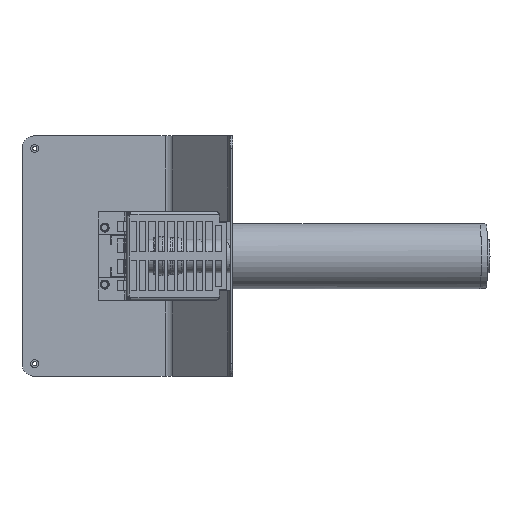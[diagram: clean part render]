
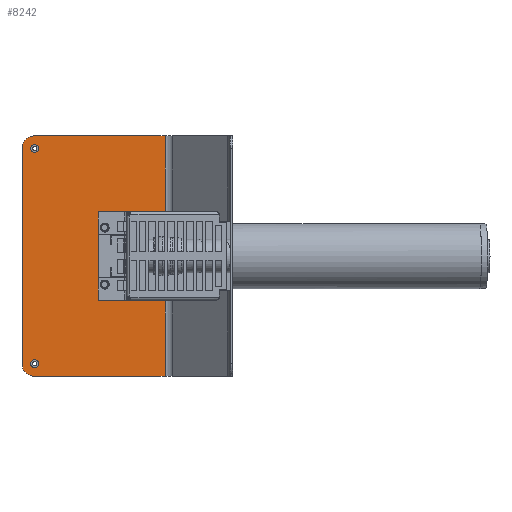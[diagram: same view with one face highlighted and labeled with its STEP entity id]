
A CAD part, top view. The second image highlights one B-rep face of the part: STEP entity #8242.
In plain terms, the highlighted planar face has unit normal (0, 0, 1).
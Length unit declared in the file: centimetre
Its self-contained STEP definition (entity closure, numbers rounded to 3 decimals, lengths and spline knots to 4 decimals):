
#331=FACE_BOUND('',#1743,.T.);
#332=FACE_BOUND('',#1744,.T.);
#333=FACE_BOUND('',#1745,.T.);
#334=FACE_BOUND('',#1746,.T.);
#626=PLANE('',#11236);
#1102=FACE_OUTER_BOUND('',#1742,.T.);
#1742=EDGE_LOOP('',(#6940,#6941,#6942,#6943,#6944,#6945,#6946,#6947,#6948,
#6949,#6950,#6951,#6952,#6953,#6954,#6955,#6956,#6957,#6958,#6959));
#1743=EDGE_LOOP('',(#6960));
#1744=EDGE_LOOP('',(#6961));
#1745=EDGE_LOOP('',(#6962));
#1746=EDGE_LOOP('',(#6963));
#2155=CIRCLE('',#11237,20.);
#2156=CIRCLE('',#11238,20.);
#2157=CIRCLE('',#11239,2.);
#2158=CIRCLE('',#11240,2.);
#2159=CIRCLE('',#11241,2.);
#2160=CIRCLE('',#11242,2.);
#2161=CIRCLE('',#11243,2.);
#2162=CIRCLE('',#11244,2.);
#2163=CIRCLE('',#11245,6.2);
#2164=CIRCLE('',#11246,6.2);
#2165=CIRCLE('',#11247,2.5);
#2166=CIRCLE('',#11248,2.5);
#2907=VERTEX_POINT('',#16798);
#2909=VERTEX_POINT('',#16801);
#2982=VERTEX_POINT('',#16992);
#2988=VERTEX_POINT('',#17004);
#2994=VERTEX_POINT('',#17026);
#2998=VERTEX_POINT('',#17045);
#2999=VERTEX_POINT('',#17092);
#3000=VERTEX_POINT('',#17094);
#3001=VERTEX_POINT('',#17096);
#3002=VERTEX_POINT('',#17098);
#3003=VERTEX_POINT('',#17101);
#3004=VERTEX_POINT('',#17103);
#3005=VERTEX_POINT('',#17105);
#3006=VERTEX_POINT('',#17107);
#3007=VERTEX_POINT('',#17109);
#3008=VERTEX_POINT('',#17111);
#3009=VERTEX_POINT('',#17113);
#3010=VERTEX_POINT('',#17115);
#3011=VERTEX_POINT('',#17117);
#3012=VERTEX_POINT('',#17119);
#3013=VERTEX_POINT('',#17122);
#3014=VERTEX_POINT('',#17124);
#3015=VERTEX_POINT('',#17126);
#3016=VERTEX_POINT('',#17128);
#4230=EDGE_CURVE('',#2909,#2907,#9167,.T.);
#4326=EDGE_CURVE('',#2982,#2988,#9213,.T.);
#4337=EDGE_CURVE('',#2994,#2988,#9221,.T.);
#4345=EDGE_CURVE('',#2909,#2998,#9227,.T.);
#4363=EDGE_CURVE('',#2999,#2994,#9244,.T.);
#4364=EDGE_CURVE('',#3000,#2999,#2155,.T.);
#4365=EDGE_CURVE('',#3001,#3000,#9245,.T.);
#4366=EDGE_CURVE('',#3002,#3001,#2156,.T.);
#4367=EDGE_CURVE('',#2998,#3002,#9246,.T.);
#4368=EDGE_CURVE('',#3003,#2907,#2157,.T.);
#4369=EDGE_CURVE('',#3004,#3003,#9247,.T.);
#4370=EDGE_CURVE('',#3005,#3004,#2158,.T.);
#4371=EDGE_CURVE('',#3006,#3005,#9248,.T.);
#4372=EDGE_CURVE('',#3007,#3006,#2159,.T.);
#4373=EDGE_CURVE('',#3008,#3007,#9249,.T.);
#4374=EDGE_CURVE('',#3009,#3008,#2160,.T.);
#4375=EDGE_CURVE('',#3009,#3010,#9250,.T.);
#4376=EDGE_CURVE('',#3011,#3010,#2161,.T.);
#4377=EDGE_CURVE('',#3012,#3011,#9251,.T.);
#4378=EDGE_CURVE('',#2982,#3012,#2162,.T.);
#4379=EDGE_CURVE('',#3013,#3013,#2163,.T.);
#4380=EDGE_CURVE('',#3014,#3014,#2164,.T.);
#4381=EDGE_CURVE('',#3015,#3015,#2165,.T.);
#4382=EDGE_CURVE('',#3016,#3016,#2166,.T.);
#6940=ORIENTED_EDGE('',*,*,#4363,.F.);
#6941=ORIENTED_EDGE('',*,*,#4364,.F.);
#6942=ORIENTED_EDGE('',*,*,#4365,.F.);
#6943=ORIENTED_EDGE('',*,*,#4366,.F.);
#6944=ORIENTED_EDGE('',*,*,#4367,.F.);
#6945=ORIENTED_EDGE('',*,*,#4345,.F.);
#6946=ORIENTED_EDGE('',*,*,#4230,.T.);
#6947=ORIENTED_EDGE('',*,*,#4368,.F.);
#6948=ORIENTED_EDGE('',*,*,#4369,.F.);
#6949=ORIENTED_EDGE('',*,*,#4370,.F.);
#6950=ORIENTED_EDGE('',*,*,#4371,.F.);
#6951=ORIENTED_EDGE('',*,*,#4372,.F.);
#6952=ORIENTED_EDGE('',*,*,#4373,.F.);
#6953=ORIENTED_EDGE('',*,*,#4374,.F.);
#6954=ORIENTED_EDGE('',*,*,#4375,.T.);
#6955=ORIENTED_EDGE('',*,*,#4376,.F.);
#6956=ORIENTED_EDGE('',*,*,#4377,.F.);
#6957=ORIENTED_EDGE('',*,*,#4378,.F.);
#6958=ORIENTED_EDGE('',*,*,#4326,.T.);
#6959=ORIENTED_EDGE('',*,*,#4337,.F.);
#6960=ORIENTED_EDGE('',*,*,#4379,.T.);
#6961=ORIENTED_EDGE('',*,*,#4380,.T.);
#6962=ORIENTED_EDGE('',*,*,#4381,.T.);
#6963=ORIENTED_EDGE('',*,*,#4382,.T.);
#8242=ADVANCED_FACE('',(#1102,#331,#332,#333,#334),#626,.T.);
#9167=LINE('',#16802,#10276);
#9213=LINE('',#17006,#10322);
#9221=LINE('',#17028,#10330);
#9227=LINE('',#17046,#10336);
#9244=LINE('',#17093,#10353);
#9245=LINE('',#17097,#10354);
#9246=LINE('',#17100,#10355);
#9247=LINE('',#17104,#10356);
#9248=LINE('',#17108,#10357);
#9249=LINE('',#17112,#10358);
#9250=LINE('',#17116,#10359);
#9251=LINE('',#17120,#10360);
#10276=VECTOR('',#13272,1.);
#10322=VECTOR('',#13428,1.);
#10330=VECTOR('',#13452,1.);
#10336=VECTOR('',#13474,1.);
#10353=VECTOR('',#13525,1.);
#10354=VECTOR('',#13528,1.);
#10355=VECTOR('',#13531,1.);
#10356=VECTOR('',#13534,1.);
#10357=VECTOR('',#13537,1.);
#10358=VECTOR('',#13540,1.);
#10359=VECTOR('',#13543,1.);
#10360=VECTOR('',#13546,1.);
#11236=AXIS2_PLACEMENT_3D('',#17091,#13523,#13524);
#11237=AXIS2_PLACEMENT_3D('',#17095,#13526,#13527);
#11238=AXIS2_PLACEMENT_3D('',#17099,#13529,#13530);
#11239=AXIS2_PLACEMENT_3D('',#17102,#13532,#13533);
#11240=AXIS2_PLACEMENT_3D('',#17106,#13535,#13536);
#11241=AXIS2_PLACEMENT_3D('',#17110,#13538,#13539);
#11242=AXIS2_PLACEMENT_3D('',#17114,#13541,#13542);
#11243=AXIS2_PLACEMENT_3D('',#17118,#13544,#13545);
#11244=AXIS2_PLACEMENT_3D('',#17121,#13547,#13548);
#11245=AXIS2_PLACEMENT_3D('',#17123,#13549,#13550);
#11246=AXIS2_PLACEMENT_3D('',#17125,#13551,#13552);
#11247=AXIS2_PLACEMENT_3D('',#17127,#13553,#13554);
#11248=AXIS2_PLACEMENT_3D('',#17129,#13555,#13556);
#13272=DIRECTION('',(-1.,0.,0.));
#13428=DIRECTION('',(1.,0.,0.));
#13452=DIRECTION('',(0.,-1.,0.));
#13474=DIRECTION('',(0.,-1.,0.));
#13523=DIRECTION('center_axis',(0.,0.,1.));
#13524=DIRECTION('ref_axis',(1.,0.,0.));
#13525=DIRECTION('',(1.,0.,0.));
#13526=DIRECTION('center_axis',(0.,0.,-1.));
#13527=DIRECTION('ref_axis',(-0.707,0.707,0.));
#13528=DIRECTION('',(0.,1.,0.));
#13529=DIRECTION('center_axis',(0.,0.,-1.));
#13530=DIRECTION('ref_axis',(-0.707,-0.707,0.));
#13531=DIRECTION('',(-1.,0.,0.));
#13532=DIRECTION('center_axis',(0.,0.,1.));
#13533=DIRECTION('ref_axis',(0.,-1.,0.));
#13534=DIRECTION('',(0.,-1.,0.));
#13535=DIRECTION('center_axis',(0.,0.,-1.));
#13536=DIRECTION('ref_axis',(1.,0.,0.));
#13537=DIRECTION('',(1.,0.,0.));
#13538=DIRECTION('center_axis',(0.,0.,1.));
#13539=DIRECTION('ref_axis',(0.,-1.,0.));
#13540=DIRECTION('',(0.,-1.,0.));
#13541=DIRECTION('center_axis',(0.,0.,1.));
#13542=DIRECTION('ref_axis',(-1.,0.,0.));
#13543=DIRECTION('',(1.,0.,0.));
#13544=DIRECTION('center_axis',(0.,0.,-1.));
#13545=DIRECTION('ref_axis',(0.,-1.,0.));
#13546=DIRECTION('',(0.,-1.,0.));
#13547=DIRECTION('center_axis',(0.,0.,1.));
#13548=DIRECTION('ref_axis',(-1.,0.,0.));
#13549=DIRECTION('center_axis',(0.,0.,-1.));
#13550=DIRECTION('ref_axis',(0.,1.,0.));
#13551=DIRECTION('center_axis',(0.,0.,-1.));
#13552=DIRECTION('ref_axis',(0.,1.,0.));
#13553=DIRECTION('center_axis',(0.,0.,-1.));
#13554=DIRECTION('ref_axis',(0.,-1.,0.));
#13555=DIRECTION('center_axis',(0.,0.,-1.));
#13556=DIRECTION('ref_axis',(0.,-1.,0.));
#16798=CARTESIAN_POINT('',(138.6,-55.,4.));
#16801=CARTESIAN_POINT('',(225.9584,-55.,4.));
#16802=CARTESIAN_POINT('',(128.3722,-55.,4.));
#16992=CARTESIAN_POINT('',(138.6,55.,4.));
#17004=CARTESIAN_POINT('',(225.9584,55.,4.));
#17006=CARTESIAN_POINT('',(128.3722,55.,4.));
#17026=CARTESIAN_POINT('',(225.9584,190.,4.));
#17028=CARTESIAN_POINT('',(225.9584,142.5,4.));
#17045=CARTESIAN_POINT('',(225.9584,-190.,4.));
#17046=CARTESIAN_POINT('',(225.9584,142.5,4.));
#17091=CARTESIAN_POINT('Origin',(243.1,0.,4.));
#17092=CARTESIAN_POINT('',(20.,190.,4.));
#17093=CARTESIAN_POINT('',(0.,190.,4.));
#17094=CARTESIAN_POINT('',(0.,170.,4.));
#17095=CARTESIAN_POINT('Origin',(20.,170.,4.));
#17096=CARTESIAN_POINT('',(0.,-170.,4.));
#17097=CARTESIAN_POINT('',(0.,-190.,4.));
#17098=CARTESIAN_POINT('',(20.,-190.,4.));
#17099=CARTESIAN_POINT('Origin',(20.,-170.,4.));
#17100=CARTESIAN_POINT('',(449.2,-190.,4.));
#17101=CARTESIAN_POINT('',(136.6,-53.,4.));
#17102=CARTESIAN_POINT('Origin',(138.6,-53.,4.));
#17103=CARTESIAN_POINT('',(136.6,-40.,4.));
#17104=CARTESIAN_POINT('',(136.6,-44.5595,4.));
#17105=CARTESIAN_POINT('',(134.6,-38.,4.));
#17106=CARTESIAN_POINT('Origin',(134.6,-40.,4.));
#17107=CARTESIAN_POINT('',(126.6,-38.,4.));
#17108=CARTESIAN_POINT('',(124.5138,-38.,4.));
#17109=CARTESIAN_POINT('',(124.6,-36.,4.));
#17110=CARTESIAN_POINT('Origin',(126.6,-36.,4.));
#17111=CARTESIAN_POINT('',(124.6,36.,4.));
#17112=CARTESIAN_POINT('',(124.6,-18.,4.));
#17113=CARTESIAN_POINT('',(126.6,38.,4.));
#17114=CARTESIAN_POINT('Origin',(126.6,36.,4.));
#17115=CARTESIAN_POINT('',(134.6,38.,4.));
#17116=CARTESIAN_POINT('',(124.,38.,4.));
#17117=CARTESIAN_POINT('',(136.6,40.,4.));
#17118=CARTESIAN_POINT('Origin',(134.6,40.,4.));
#17119=CARTESIAN_POINT('',(136.6,53.,4.));
#17120=CARTESIAN_POINT('',(136.6,46.9049,4.));
#17121=CARTESIAN_POINT('Origin',(138.6,53.,4.));
#17122=CARTESIAN_POINT('',(20.,163.8,4.));
#17123=CARTESIAN_POINT('Origin',(20.,170.,4.));
#17124=CARTESIAN_POINT('',(20.,-176.2,4.));
#17125=CARTESIAN_POINT('Origin',(20.,-170.,4.));
#17126=CARTESIAN_POINT('',(130.6,-42.5,4.));
#17127=CARTESIAN_POINT('Origin',(130.6,-45.,4.));
#17128=CARTESIAN_POINT('',(130.6,47.5,4.));
#17129=CARTESIAN_POINT('Origin',(130.6,45.,4.));
